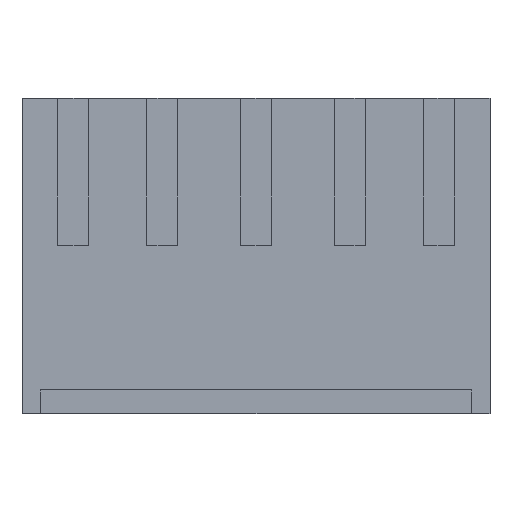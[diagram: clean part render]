
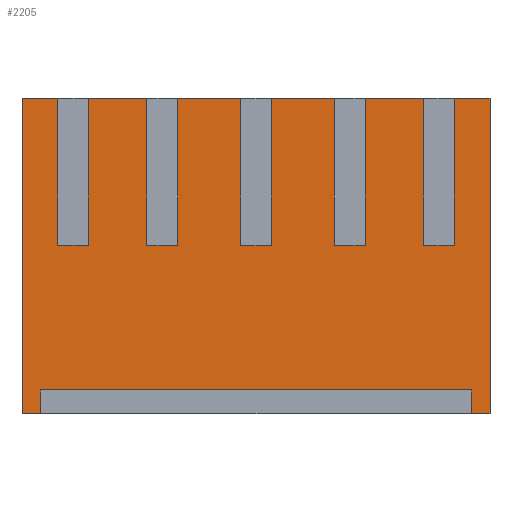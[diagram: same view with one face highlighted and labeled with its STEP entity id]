
A CAD part, front view. The second image highlights one B-rep face of the part: STEP entity #2205.
In plain terms, the highlighted planar face has unit normal (0, -1, 0).
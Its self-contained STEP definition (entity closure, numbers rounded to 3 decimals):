
#527=CARTESIAN_POINT('',(-4.61,-0.0,0.45));
#528=VERTEX_POINT('',#527);
#529=CARTESIAN_POINT('',(-4.61,-0.0,6.65));
#530=VERTEX_POINT('',#529);
#531=CARTESIAN_POINT('',(-4.61,-0.0,6.65));
#532=DIRECTION('',(-0.0,0.0,1.0));
#533=VECTOR('',#532,1.0);
#534=LINE('',#531,#533);
#535=EDGE_CURVE('n� 1491',#528,#530,#534,.T.);
#559=CARTESIAN_POINT('',(-7.07,-0.0,0.45));
#560=VERTEX_POINT('',#559);
#567=CARTESIAN_POINT('',(-7.07,-0.0,6.65));
#568=VERTEX_POINT('',#567);
#569=CARTESIAN_POINT('',(-7.07,-0.0,6.65));
#570=DIRECTION('',(-0.0,-0.0,-1.0));
#571=VECTOR('',#570,1.0);
#572=LINE('',#569,#571);
#573=EDGE_CURVE('n� 1489',#568,#560,#572,.T.);
#591=CARTESIAN_POINT('',(-8.37,-0.0,0.45));
#592=VERTEX_POINT('',#591);
#599=CARTESIAN_POINT('',(9.87,0.0,0.45));
#600=DIRECTION('',(-1.0,-0.0,-0.0));
#601=VECTOR('',#600,1.0);
#602=LINE('',#599,#601);
#603=EDGE_CURVE('n� 1488',#560,#592,#602,.T.);
#613=CARTESIAN_POINT('',(-8.37,-0.0,6.65));
#614=VERTEX_POINT('',#613);
#615=CARTESIAN_POINT('',(-8.37,-0.0,6.65));
#616=DIRECTION('',(-0.0,0.0,1.0));
#617=VECTOR('',#616,1.0);
#618=LINE('',#615,#617);
#619=EDGE_CURVE('n� 1487',#592,#614,#618,.T.);
#638=CARTESIAN_POINT('',(8.37,0.0,0.45));
#639=VERTEX_POINT('',#638);
#646=CARTESIAN_POINT('',(8.37,0.0,6.65));
#647=VERTEX_POINT('',#646);
#648=CARTESIAN_POINT('',(8.37,0.0,6.65));
#649=DIRECTION('',(0.0,-0.0,-1.0));
#650=VECTOR('',#649,1.0);
#651=LINE('',#648,#650);
#652=EDGE_CURVE('n� 1477',#647,#639,#651,.T.);
#668=CARTESIAN_POINT('',(7.07,0.0,0.45));
#669=VERTEX_POINT('',#668);
#676=CARTESIAN_POINT('',(9.87,0.0,0.45));
#677=DIRECTION('',(-1.0,-0.0,-0.0));
#678=VECTOR('',#677,1.0);
#679=LINE('',#676,#678);
#680=EDGE_CURVE('n� 1476',#639,#669,#679,.T.);
#692=CARTESIAN_POINT('',(7.07,0.0,6.65));
#693=VERTEX_POINT('',#692);
#694=CARTESIAN_POINT('',(7.07,0.0,6.65));
#695=DIRECTION('',(-0.0,0.0,1.0));
#696=VECTOR('',#695,1.0);
#697=LINE('',#694,#696);
#698=EDGE_CURVE('n� 1475',#669,#693,#697,.T.);
#717=CARTESIAN_POINT('',(4.61,0.0,0.45));
#718=VERTEX_POINT('',#717);
#725=CARTESIAN_POINT('',(4.61,0.0,6.65));
#726=VERTEX_POINT('',#725);
#727=CARTESIAN_POINT('',(4.61,0.0,6.65));
#728=DIRECTION('',(-0.0,-0.0,-1.0));
#729=VECTOR('',#728,1.0);
#730=LINE('',#727,#729);
#731=EDGE_CURVE('n� 1473',#726,#718,#730,.T.);
#747=CARTESIAN_POINT('',(3.31,0.0,0.45));
#748=VERTEX_POINT('',#747);
#749=CARTESIAN_POINT('',(9.87,0.0,0.45));
#750=DIRECTION('',(-1.0,-0.0,-0.0));
#751=VECTOR('',#750,1.0);
#752=LINE('',#749,#751);
#753=EDGE_CURVE('n� 1472',#718,#748,#752,.T.);
#771=CARTESIAN_POINT('',(3.31,0.0,6.65));
#772=VERTEX_POINT('',#771);
#773=CARTESIAN_POINT('',(3.31,0.0,6.65));
#774=DIRECTION('',(-0.0,0.0,1.0));
#775=VECTOR('',#774,1.0);
#776=LINE('',#773,#775);
#777=EDGE_CURVE('n� 1471',#748,#772,#776,.T.);
#796=CARTESIAN_POINT('',(0.65,0.0,0.45));
#797=VERTEX_POINT('',#796);
#804=CARTESIAN_POINT('',(0.65,0.0,6.65));
#805=VERTEX_POINT('',#804);
#806=CARTESIAN_POINT('',(0.65,0.0,6.65));
#807=DIRECTION('',(-0.0,-0.0,-1.0));
#808=VECTOR('',#807,1.0);
#809=LINE('',#806,#808);
#810=EDGE_CURVE('n� 1469',#805,#797,#809,.T.);
#826=CARTESIAN_POINT('',(-0.65,0.0,0.45));
#827=VERTEX_POINT('',#826);
#828=CARTESIAN_POINT('',(9.87,0.0,0.45));
#829=DIRECTION('',(-1.0,-0.0,-0.0));
#830=VECTOR('',#829,1.0);
#831=LINE('',#828,#830);
#832=EDGE_CURVE('n� 1468',#797,#827,#831,.T.);
#850=CARTESIAN_POINT('',(-0.65,0.0,6.65));
#851=VERTEX_POINT('',#850);
#852=CARTESIAN_POINT('',(-0.65,0.0,6.65));
#853=DIRECTION('',(-0.0,0.0,1.0));
#854=VECTOR('',#853,1.0);
#855=LINE('',#852,#854);
#856=EDGE_CURVE('n� 1467',#827,#851,#855,.T.);
#875=CARTESIAN_POINT('',(-3.31,-0.0,0.45));
#876=VERTEX_POINT('',#875);
#883=CARTESIAN_POINT('',(-3.31,0.0,6.65));
#884=VERTEX_POINT('',#883);
#885=CARTESIAN_POINT('',(-3.31,-0.0,6.65));
#886=DIRECTION('',(-0.0,-0.0,-1.0));
#887=VECTOR('',#886,1.0);
#888=LINE('',#885,#887);
#889=EDGE_CURVE('n� 1465',#884,#876,#888,.T.);
#905=CARTESIAN_POINT('',(9.87,0.0,0.45));
#906=DIRECTION('',(-1.0,-0.0,-0.0));
#907=VECTOR('',#906,1.0);
#908=LINE('',#905,#907);
#909=EDGE_CURVE('n� 1464',#876,#528,#908,.T.);
#1122=CARTESIAN_POINT('',(-9.07,-0.0,-5.65));
#1123=VERTEX_POINT('',#1122);
#1124=CARTESIAN_POINT('',(9.07,-0.0,-5.65));
#1125=VERTEX_POINT('',#1124);
#1126=CARTESIAN_POINT('',(9.87,0.0,-5.65));
#1127=DIRECTION('',(1.0,0.0,-0.0));
#1128=VECTOR('',#1127,1.0);
#1129=LINE('',#1126,#1128);
#1130=EDGE_CURVE('n� 1482',#1123,#1125,#1129,.T.);
#2098=ORIENTED_EDGE('',*,*,#889,.T.);
#2099=ORIENTED_EDGE('',*,*,#909,.T.);
#2100=ORIENTED_EDGE('',*,*,#535,.T.);
#2101=CARTESIAN_POINT('',(9.87,-0.0,6.65));
#2102=DIRECTION('',(-1.0,-0.0,-0.0));
#2103=VECTOR('',#2102,1.0);
#2104=LINE('',#2101,#2103);
#2105=EDGE_CURVE('n� 457',#530,#568,#2104,.T.);
#2106=ORIENTED_EDGE('',*,*,#2105,.T.);
#2107=ORIENTED_EDGE('',*,*,#573,.T.);
#2108=ORIENTED_EDGE('',*,*,#603,.T.);
#2109=ORIENTED_EDGE('',*,*,#619,.T.);
#2110=CARTESIAN_POINT('',(-9.87,-0.0,6.65));
#2111=VERTEX_POINT('',#2110);
#2112=CARTESIAN_POINT('',(9.87,-0.0,6.65));
#2113=DIRECTION('',(-1.0,0.0,-0.0));
#2114=VECTOR('',#2113,1.0);
#2115=LINE('',#2112,#2114);
#2116=EDGE_CURVE('n� 481',#614,#2111,#2115,.T.);
#2117=ORIENTED_EDGE('',*,*,#2116,.T.);
#2118=CARTESIAN_POINT('',(-9.87,-0.0,-6.65));
#2119=VERTEX_POINT('',#2118);
#2120=CARTESIAN_POINT('',(-9.87,-0.0,-6.65));
#2121=DIRECTION('',(-0.0,-0.0,-1.0));
#2122=VECTOR('',#2121,1.0);
#2123=LINE('',#2120,#2122);
#2124=EDGE_CURVE('n� 381',#2111,#2119,#2123,.T.);
#2125=ORIENTED_EDGE('',*,*,#2124,.T.);
#2126=CARTESIAN_POINT('',(-9.07,-0.0,-6.65));
#2127=VERTEX_POINT('',#2126);
#2128=CARTESIAN_POINT('',(9.87,0.0,-6.65));
#2129=DIRECTION('',(1.0,-0.0,0.0));
#2130=VECTOR('',#2129,1.0);
#2131=LINE('',#2128,#2130);
#2132=EDGE_CURVE('n� 1484',#2119,#2127,#2131,.T.);
#2133=ORIENTED_EDGE('',*,*,#2132,.T.);
#2134=CARTESIAN_POINT('',(-9.07,-0.0,-5.65));
#2135=DIRECTION('',(-0.0,-0.0,-1.0));
#2136=VECTOR('',#2135,1.0);
#2137=LINE('',#2134,#2136);
#2138=EDGE_CURVE('n� 1023',#1123,#2127,#2137,.T.);
#2139=ORIENTED_EDGE('',*,*,#2138,.F.);
#2140=ORIENTED_EDGE('',*,*,#1130,.T.);
#2141=CARTESIAN_POINT('',(9.07,0.0,-6.65));
#2142=VERTEX_POINT('',#2141);
#2143=CARTESIAN_POINT('',(9.07,0.0,-5.65));
#2144=DIRECTION('',(-0.0,-0.0,1.0));
#2145=VECTOR('',#2144,1.0);
#2146=LINE('',#2143,#2145);
#2147=EDGE_CURVE('n� 983',#2142,#1125,#2146,.T.);
#2148=ORIENTED_EDGE('',*,*,#2147,.F.);
#2149=CARTESIAN_POINT('',(9.87,0.0,-6.65));
#2150=VERTEX_POINT('',#2149);
#2151=CARTESIAN_POINT('',(9.87,0.0,-6.65));
#2152=DIRECTION('',(1.0,0.0,-0.0));
#2153=VECTOR('',#2152,1.0);
#2154=LINE('',#2151,#2153);
#2155=EDGE_CURVE('n� 1480',#2142,#2150,#2154,.T.);
#2156=ORIENTED_EDGE('',*,*,#2155,.T.);
#2157=CARTESIAN_POINT('',(9.87,0.0,6.65));
#2158=VERTEX_POINT('',#2157);
#2159=CARTESIAN_POINT('',(9.87,0.0,-6.65));
#2160=DIRECTION('',(-0.0,0.0,1.0));
#2161=VECTOR('',#2160,1.0);
#2162=LINE('',#2159,#2161);
#2163=EDGE_CURVE('n� 696',#2150,#2158,#2162,.T.);
#2164=ORIENTED_EDGE('',*,*,#2163,.T.);
#2165=CARTESIAN_POINT('',(9.87,0.0,6.65));
#2166=DIRECTION('',(-1.0,0.0,-0.0));
#2167=VECTOR('',#2166,1.0);
#2168=LINE('',#2165,#2167);
#2169=EDGE_CURVE('n� 473',#2158,#647,#2168,.T.);
#2170=ORIENTED_EDGE('',*,*,#2169,.T.);
#2171=ORIENTED_EDGE('',*,*,#652,.T.);
#2172=ORIENTED_EDGE('',*,*,#680,.T.);
#2173=ORIENTED_EDGE('',*,*,#698,.T.);
#2174=CARTESIAN_POINT('',(9.87,0.0,6.65));
#2175=DIRECTION('',(-1.0,-0.0,-0.0));
#2176=VECTOR('',#2175,1.0);
#2177=LINE('',#2174,#2176);
#2178=EDGE_CURVE('n� 469',#693,#726,#2177,.T.);
#2179=ORIENTED_EDGE('',*,*,#2178,.T.);
#2180=ORIENTED_EDGE('',*,*,#731,.T.);
#2181=ORIENTED_EDGE('',*,*,#753,.T.);
#2182=ORIENTED_EDGE('',*,*,#777,.T.);
#2183=CARTESIAN_POINT('',(9.87,0.0,6.65));
#2184=DIRECTION('',(-1.0,-0.0,-0.0));
#2185=VECTOR('',#2184,1.0);
#2186=LINE('',#2183,#2185);
#2187=EDGE_CURVE('n� 465',#772,#805,#2186,.T.);
#2188=ORIENTED_EDGE('',*,*,#2187,.T.);
#2189=ORIENTED_EDGE('',*,*,#810,.T.);
#2190=ORIENTED_EDGE('',*,*,#832,.T.);
#2191=ORIENTED_EDGE('',*,*,#856,.T.);
#2192=CARTESIAN_POINT('',(9.87,0.0,6.65));
#2193=DIRECTION('',(-1.0,-0.0,-0.0));
#2194=VECTOR('',#2193,1.0);
#2195=LINE('',#2192,#2194);
#2196=EDGE_CURVE('n� 461',#851,#884,#2195,.T.);
#2197=ORIENTED_EDGE('',*,*,#2196,.T.);
#2198=EDGE_LOOP('',(
    #2098,#2099,#2100,#2106,#2107,#2108,#2109,#2117,#2125,#2133,
    #2139,#2140,#2148,#2156,#2164,#2170,#2171,#2172,#2173,#2179,
    #2180,#2181,#2182,#2188,#2189,#2190,#2191,#2197));
#2199=FACE_OUTER_BOUND('',#2198,.T.);
#2200=CARTESIAN_POINT('',(9.87,0.0,6.65));
#2201=DIRECTION('',(0.0,-1.0,0.0));
#2202=DIRECTION('',(1.0,0.0,0.0));
#2203=AXIS2_PLACEMENT_3D('',#2200,#2201,#2202);
#2204=PLANE('',#2203);
#2205=ADVANCED_FACE('n� 1461',(#2199),#2204,.T.);
